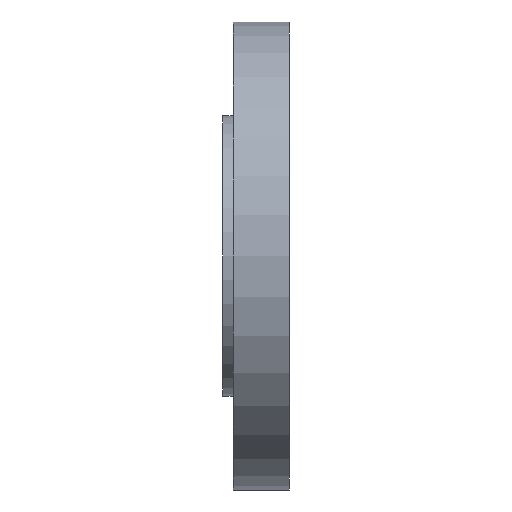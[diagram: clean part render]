
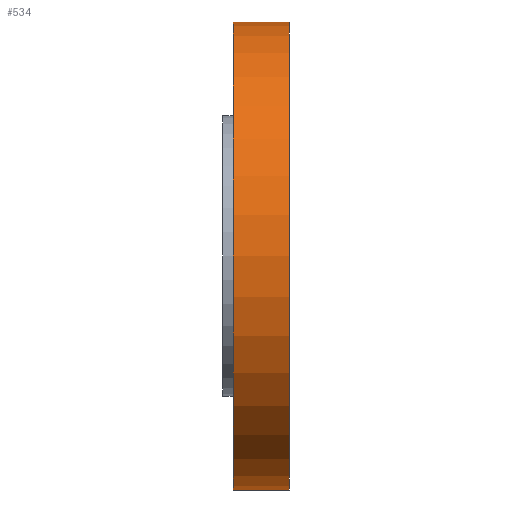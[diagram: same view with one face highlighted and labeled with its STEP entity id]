
A CAD part, left-side view. The second image highlights one B-rep face of the part: STEP entity #534.
In plain terms, the highlighted cylindrical face has radius 100 mm (diameter 200 mm), a partial arc.
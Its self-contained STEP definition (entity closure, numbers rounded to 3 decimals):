
#7 = CARTESIAN_POINT ( 'NONE',  ( 0., 0., -100. ) ) ;
#24 = DIRECTION ( 'NONE',  ( 0., -1., 0. ) ) ;
#67 = DIRECTION ( 'NONE',  ( 0., -1., 0. ) ) ;
#132 = EDGE_CURVE ( 'NONE', #285, #436, #405, .T. ) ;
#144 = EDGE_CURVE ( 'NONE', #651, #436, #253, .T. ) ;
#148 = CARTESIAN_POINT ( 'NONE',  ( 0., 24., 100. ) ) ;
#159 = VECTOR ( 'NONE', #371, 1000. ) ;
#170 = CARTESIAN_POINT ( 'NONE',  ( 0., 0., 0. ) ) ;
#205 = FACE_OUTER_BOUND ( 'NONE', #616, .T. ) ;
#206 = VECTOR ( 'NONE', #24, 1000. ) ;
#211 = EDGE_CURVE ( 'NONE', #853, #651, #695, .T. ) ;
#213 = LINE ( 'NONE', #784, #159 ) ;
#226 = DIRECTION ( 'NONE',  ( 0., 0., 1. ) ) ;
#235 = CARTESIAN_POINT ( 'NONE',  ( 0., 24., 0. ) ) ;
#236 = DIRECTION ( 'NONE',  ( 0., 1., 0. ) ) ;
#253 = LINE ( 'NONE', #670, #206 ) ;
#285 = VERTEX_POINT ( 'NONE', #7 ) ;
#364 = DIRECTION ( 'NONE',  ( 0., 1., 0. ) ) ;
#371 = DIRECTION ( 'NONE',  ( 0., -1., 0. ) ) ;
#377 = ORIENTED_EDGE ( 'NONE', *, *, #132, .T. ) ;
#405 = CIRCLE ( 'NONE', #891, 100. ) ;
#436 = VERTEX_POINT ( 'NONE', #888 ) ;
#463 = AXIS2_PLACEMENT_3D ( 'NONE', #235, #364, #226 ) ;
#503 = ORIENTED_EDGE ( 'NONE', *, *, #144, .F. ) ;
#534 = ADVANCED_FACE ( 'NONE', ( #205 ), #566, .T. ) ;
#551 = AXIS2_PLACEMENT_3D ( 'NONE', #559, #67, #848 ) ;
#559 = CARTESIAN_POINT ( 'NONE',  ( 0., 24., 0. ) ) ;
#566 = CYLINDRICAL_SURFACE ( 'NONE', #551, 100. ) ;
#606 = DIRECTION ( 'NONE',  ( 0., 0., 1. ) ) ;
#616 = EDGE_LOOP ( 'NONE', ( #503, #903, #738, #377 ) ) ;
#651 = VERTEX_POINT ( 'NONE', #148 ) ;
#670 = CARTESIAN_POINT ( 'NONE',  ( 0., 24., 100. ) ) ;
#695 = CIRCLE ( 'NONE', #463, 100. ) ;
#738 = ORIENTED_EDGE ( 'NONE', *, *, #747, .T. ) ;
#747 = EDGE_CURVE ( 'NONE', #853, #285, #213, .T. ) ;
#784 = CARTESIAN_POINT ( 'NONE',  ( 0., 24., -100. ) ) ;
#819 = CARTESIAN_POINT ( 'NONE',  ( 0., 24., -100. ) ) ;
#848 = DIRECTION ( 'NONE',  ( 0., 0., -1. ) ) ;
#853 = VERTEX_POINT ( 'NONE', #819 ) ;
#888 = CARTESIAN_POINT ( 'NONE',  ( 0., 0., 100. ) ) ;
#891 = AXIS2_PLACEMENT_3D ( 'NONE', #170, #236, #606 ) ;
#903 = ORIENTED_EDGE ( 'NONE', *, *, #211, .F. ) ;
